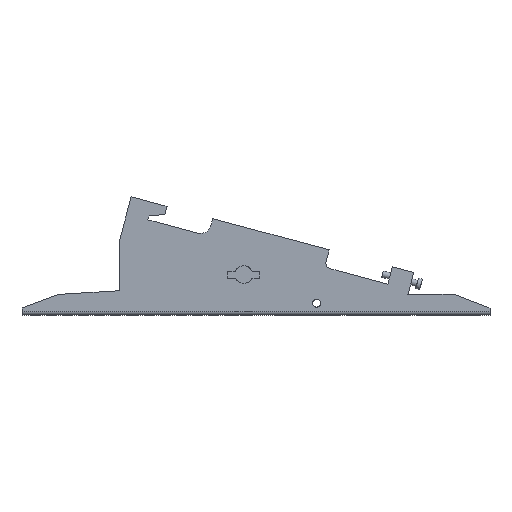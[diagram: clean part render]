
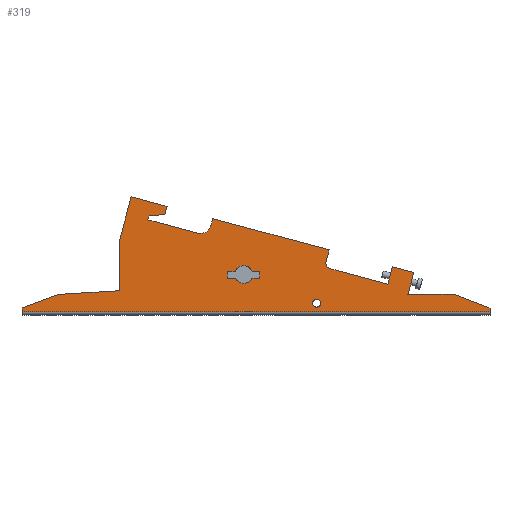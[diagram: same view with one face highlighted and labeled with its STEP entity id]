
A CAD part, left-side view. The second image highlights one B-rep face of the part: STEP entity #319.
In plain terms, the highlighted planar face has unit normal (-1, 0, 0).
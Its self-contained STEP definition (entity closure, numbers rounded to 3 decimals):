
#319=ADVANCED_FACE('NONE',(#715,#716,#717),#718,.T.);
#715=FACE_OUTER_BOUND('',#1145,.T.);
#716=FACE_BOUND('',#1146,.T.);
#717=FACE_BOUND('',#1147,.T.);
#718=PLANE('',#1148);
#1145=EDGE_LOOP('',(#2130,#2131,#2132,#2133,#2134,#2135,#2136,#2137,#2138,#2139,#2140,#2141,#2142,#2143,#2144,#2145,#2146,#2147,#2148,#2149,#2150,#2151,#2152,#2153));
#1146=EDGE_LOOP('',(#2154,#2155));
#1147=EDGE_LOOP('',(#2156,#2157));
#1148=AXIS2_PLACEMENT_3D('',#2158,#2159,#2160);
#2130=ORIENTED_EDGE('',*,*,#2790,.F.);
#2131=ORIENTED_EDGE('',*,*,#2687,.F.);
#2132=ORIENTED_EDGE('',*,*,#2868,.F.);
#2133=ORIENTED_EDGE('',*,*,#2923,.F.);
#2134=ORIENTED_EDGE('',*,*,#2564,.F.);
#2135=ORIENTED_EDGE('',*,*,#2874,.F.);
#2136=ORIENTED_EDGE('',*,*,#2924,.F.);
#2137=ORIENTED_EDGE('',*,*,#2881,.F.);
#2138=ORIENTED_EDGE('',*,*,#2760,.F.);
#2139=ORIENTED_EDGE('',*,*,#2897,.F.);
#2140=ORIENTED_EDGE('',*,*,#2925,.F.);
#2141=ORIENTED_EDGE('',*,*,#2903,.F.);
#2142=ORIENTED_EDGE('',*,*,#2926,.F.);
#2143=ORIENTED_EDGE('',*,*,#2784,.F.);
#2144=ORIENTED_EDGE('',*,*,#2900,.F.);
#2145=ORIENTED_EDGE('',*,*,#2774,.F.);
#2146=ORIENTED_EDGE('',*,*,#2927,.F.);
#2147=ORIENTED_EDGE('',*,*,#2603,.F.);
#2148=ORIENTED_EDGE('',*,*,#2890,.F.);
#2149=ORIENTED_EDGE('',*,*,#2928,.F.);
#2150=ORIENTED_EDGE('',*,*,#2745,.F.);
#2151=ORIENTED_EDGE('',*,*,#2929,.F.);
#2152=ORIENTED_EDGE('',*,*,#2918,.T.);
#2153=ORIENTED_EDGE('',*,*,#2883,.T.);
#2154=ORIENTED_EDGE('',*,*,#2731,.F.);
#2155=ORIENTED_EDGE('',*,*,#2930,.F.);
#2156=ORIENTED_EDGE('',*,*,#2931,.F.);
#2157=ORIENTED_EDGE('',*,*,#2932,.F.);
#2158=CARTESIAN_POINT('',(-0.69,17.0,4.404));
#2159=DIRECTION('',(-1.0,0.0,0.));
#2160=DIRECTION('',(0.,0.0,1.0));
#2564=EDGE_CURVE('NONE',#3105,#3107,#3108,.T.);
#2603=EDGE_CURVE('NONE',#3178,#3176,#3180,.T.);
#2687=EDGE_CURVE('NONE',#3321,#3319,#3323,.T.);
#2731=EDGE_CURVE('NONE',#3393,#3391,#3395,.T.);
#2745=EDGE_CURVE('NONE',#3413,#3411,#3415,.T.);
#2760=EDGE_CURVE('NONE',#3434,#3432,#3436,.T.);
#2774=EDGE_CURVE('NONE',#3452,#3450,#3454,.T.);
#2784=EDGE_CURVE('NONE',#3464,#3462,#3466,.T.);
#2790=EDGE_CURVE('NONE',#3319,#3474,#3475,.T.);
#2868=EDGE_CURVE('NONE',#3583,#3321,#3585,.T.);
#2874=EDGE_CURVE('NONE',#3590,#3105,#3592,.T.);
#2881=EDGE_CURVE('NONE',#3432,#3598,#3600,.T.);
#2883=EDGE_CURVE('NONE',#3602,#3474,#3603,.T.);
#2890=EDGE_CURVE('NONE',#3609,#3178,#3611,.T.);
#2897=EDGE_CURVE('NONE',#3617,#3434,#3619,.T.);
#2900=EDGE_CURVE('NONE',#3450,#3464,#3622,.T.);
#2903=EDGE_CURVE('NONE',#3624,#3626,#3627,.T.);
#2918=EDGE_CURVE('NONE',#3643,#3602,#3644,.T.);
#2923=EDGE_CURVE('NONE',#3107,#3583,#3649,.T.);
#2924=EDGE_CURVE('NONE',#3598,#3590,#3650,.T.);
#2925=EDGE_CURVE('NONE',#3626,#3617,#3651,.T.);
#2926=EDGE_CURVE('NONE',#3462,#3624,#3652,.T.);
#2927=EDGE_CURVE('NONE',#3176,#3452,#3653,.T.);
#2928=EDGE_CURVE('NONE',#3411,#3609,#3654,.T.);
#2929=EDGE_CURVE('NONE',#3643,#3413,#3655,.T.);
#2930=EDGE_CURVE('NONE',#3391,#3393,#3656,.T.);
#2931=EDGE_CURVE('NONE',#3657,#3658,#3659,.T.);
#2932=EDGE_CURVE('NONE',#3658,#3657,#3660,.T.);
#3105=VERTEX_POINT('NONE',#3852);
#3107=VERTEX_POINT('NONE',#3855);
#3108=LINE('',#3856,#3857);
#3176=VERTEX_POINT('NONE',#3949);
#3178=VERTEX_POINT('NONE',#3952);
#3180=LINE('',#3955,#3956);
#3319=VERTEX_POINT('NONE',#4129);
#3321=VERTEX_POINT('NONE',#4132);
#3323=LINE('',#4135,#4136);
#3391=VERTEX_POINT('',#4230);
#3393=VERTEX_POINT('NONE',#4233);
#3395=CIRCLE('',#4236,0.142);
#3411=VERTEX_POINT('NONE',#4259);
#3413=VERTEX_POINT('NONE',#4262);
#3415=LINE('',#4265,#4266);
#3432=VERTEX_POINT('NONE',#4291);
#3434=VERTEX_POINT('NONE',#4294);
#3436=LINE('',#4297,#4298);
#3450=VERTEX_POINT('NONE',#4318);
#3452=VERTEX_POINT('NONE',#4321);
#3454=LINE('',#4324,#4325);
#3462=VERTEX_POINT('NONE',#4337);
#3464=VERTEX_POINT('NONE',#4340);
#3466=LINE('',#4343,#4344);
#3474=VERTEX_POINT('NONE',#4354);
#3475=LINE('',#4355,#4356);
#3583=VERTEX_POINT('NONE',#4500);
#3585=LINE('',#4503,#4504);
#3590=VERTEX_POINT('NONE',#4511);
#3592=LINE('',#4514,#4515);
#3598=VERTEX_POINT('NONE',#4522);
#3600=CIRCLE('',#4525,0.2);
#3602=VERTEX_POINT('NONE',#4527);
#3603=LINE('',#4528,#4529);
#3609=VERTEX_POINT('NONE',#4536);
#3611=LINE('',#4539,#4540);
#3617=VERTEX_POINT('NONE',#4548);
#3619=LINE('',#4551,#4552);
#3622=LINE('',#4555,#4556);
#3624=VERTEX_POINT('',#4558);
#3626=VERTEX_POINT('NONE',#4561);
#3627=CIRCLE('',#4562,0.4);
#3643=VERTEX_POINT('NONE',#4586);
#3644=LINE('',#4587,#4588);
#3649=LINE('',#4595,#4596);
#3650=LINE('',#4597,#4598);
#3651=LINE('',#4599,#4600);
#3652=CIRCLE('',#4601,0.4);
#3653=LINE('',#4602,#4603);
#3654=LINE('',#4604,#4605);
#3655=LINE('',#4606,#4607);
#3656=CIRCLE('',#4608,0.142);
#3657=VERTEX_POINT('NONE',#4609);
#3658=VERTEX_POINT('',#4610);
#3659=CIRCLE('',#4611,0.32);
#3660=CIRCLE('',#4612,0.32);
#3852=CARTESIAN_POINT('',(-0.69,3.541,1.752));
#3855=CARTESIAN_POINT('',(-0.69,2.768,1.545));
#3856=CARTESIAN_POINT('',(-0.69,16.761,5.294));
#3857=VECTOR('',#4812,39.37);
#3949=CARTESIAN_POINT('',(-0.69,11.732,3.947));
#3952=CARTESIAN_POINT('',(-0.69,13.032,4.295));
#3955=CARTESIAN_POINT('',(-0.69,16.761,5.294));
#3956=VECTOR('',#4866,39.37);
#4129=CARTESIAN_POINT('',(-0.69,0.0,0.256));
#4132=CARTESIAN_POINT('',(-0.69,1.307,0.75));
#4135=CARTESIAN_POINT('',(-0.69,16.245,6.4));
#4136=VECTOR('',#5011,39.37);
#4230=CARTESIAN_POINT('',(-0.69,6.298,0.572));
#4233=CARTESIAN_POINT('',(-0.69,6.298,0.288));
#4236=AXIS2_PLACEMENT_3D('',#5067,#5068,#5069);
#4259=CARTESIAN_POINT('',(-0.69,13.464,0.883));
#4262=CARTESIAN_POINT('',(-0.69,15.673,0.75));
#4265=CARTESIAN_POINT('',(-0.69,16.776,0.683));
#4266=VECTOR('',#5079,39.37);
#4291=CARTESIAN_POINT('',(-0.69,5.956,1.933));
#4294=CARTESIAN_POINT('',(-0.69,5.84,2.368));
#4297=CARTESIAN_POINT('',(-0.69,6.078,1.478));
#4298=VECTOR('',#5090,39.37);
#4318=CARTESIAN_POINT('',(-0.69,12.386,3.603));
#4321=CARTESIAN_POINT('',(-0.69,11.81,3.654));
#4324=CARTESIAN_POINT('',(-0.69,16.893,3.202));
#4325=VECTOR('',#5099,39.37);
#4337=CARTESIAN_POINT('',(-0.69,10.625,2.977));
#4340=CARTESIAN_POINT('',(-0.69,12.425,3.459));
#4343=CARTESIAN_POINT('',(-0.69,16.93,4.666));
#4344=VECTOR('',#5106,39.37);
#4354=CARTESIAN_POINT('',(-0.69,0.0,0.12));
#4355=CARTESIAN_POINT('',(-0.69,0.0,4.404));
#4356=VECTOR('',#5115,39.37);
#4500=CARTESIAN_POINT('',(-0.69,2.981,0.75));
#4503=CARTESIAN_POINT('',(-0.69,17.0,0.75));
#4504=VECTOR('',#5210,39.37);
#4511=CARTESIAN_POINT('',(-0.69,3.709,1.124));
#4514=CARTESIAN_POINT('',(-0.69,3.779,0.862));
#4515=VECTOR('',#5214,39.37);
#4522=CARTESIAN_POINT('',(-0.69,5.815,1.688));
#4525=AXIS2_PLACEMENT_3D('',#5223,#5224,#5225);
#4527=CARTESIAN_POINT('',(-0.69,17.0,0.12));
#4528=CARTESIAN_POINT('',(-0.69,17.0,0.12));
#4529=VECTOR('',#5226,39.37);
#4536=CARTESIAN_POINT('',(-0.69,13.464,2.682));
#4539=CARTESIAN_POINT('',(-0.69,13.27,3.405));
#4540=VECTOR('',#5232,39.37);
#4548=CARTESIAN_POINT('',(-0.69,10.071,3.501));
#4551=CARTESIAN_POINT('',(-0.69,16.761,5.294));
#4552=VECTOR('',#5236,39.37);
#4555=CARTESIAN_POINT('',(-0.69,12.495,3.197));
#4556=VECTOR('',#5237,39.37);
#4558=CARTESIAN_POINT('',(-0.69,10.522,2.963));
#4561=CARTESIAN_POINT('',(-0.69,10.135,3.26));
#4562=AXIS2_PLACEMENT_3D('',#5239,#5240,#5241);
#4586=CARTESIAN_POINT('',(-0.69,17.0,0.265));
#4587=CARTESIAN_POINT('',(-0.69,17.0,4.404));
#4588=VECTOR('',#5250,39.37);
#4595=CARTESIAN_POINT('',(-0.69,3.007,0.655));
#4596=VECTOR('',#5253,39.37);
#4597=CARTESIAN_POINT('',(-0.69,16.93,4.666));
#4598=VECTOR('',#5254,39.37);
#4599=CARTESIAN_POINT('',(-0.69,10.309,2.611));
#4600=VECTOR('',#5255,39.37);
#4601=AXIS2_PLACEMENT_3D('',#5256,#5257,#5258);
#4602=CARTESIAN_POINT('',(-0.69,11.97,3.056));
#4603=VECTOR('',#5259,39.37);
#4604=CARTESIAN_POINT('',(-0.69,13.464,4.404));
#4605=VECTOR('',#5260,39.37);
#4606=CARTESIAN_POINT('',(-0.69,15.665,0.753));
#4607=VECTOR('',#5261,39.37);
#4608=AXIS2_PLACEMENT_3D('',#5262,#5263,#5264);
#4609=CARTESIAN_POINT('',(-0.69,8.946,1.791));
#4610=CARTESIAN_POINT('',(-0.69,8.946,1.151));
#4611=AXIS2_PLACEMENT_3D('',#5265,#5266,#5267);
#4612=AXIS2_PLACEMENT_3D('',#5268,#5269,#5270);
#4812=DIRECTION('',(0.,-0.966,-0.259));
#4866=DIRECTION('',(0.,-0.966,-0.259));
#5011=DIRECTION('',(0.,-0.935,-0.354));
#5067=CARTESIAN_POINT('',(-0.69,6.298,0.43));
#5068=DIRECTION('',(-1.0,0.0,0.0));
#5069=DIRECTION('',(0.0,0.0,1.0));
#5079=DIRECTION('',(0.,-0.998,0.06));
#5090=DIRECTION('',(0.,0.259,-0.966));
#5099=DIRECTION('',(0.,0.996,-0.089));
#5106=DIRECTION('',(0.,-0.966,-0.259));
#5115=DIRECTION('',(0.,0.0,-1.0));
#5210=DIRECTION('',(-0.0,-1.0,-0.0));
#5214=DIRECTION('',(0.,-0.259,0.966));
#5223=CARTESIAN_POINT('',(-0.69,5.763,1.881));
#5224=DIRECTION('',(-1.0,0.0,0.0));
#5225=DIRECTION('',(0.0,0.0,1.0));
#5226=DIRECTION('',(-0.0,-1.0,-0.0));
#5232=DIRECTION('',(0.,-0.259,0.966));
#5236=DIRECTION('',(0.,-0.966,-0.259));
#5237=DIRECTION('',(0.,0.259,-0.966));
#5239=CARTESIAN_POINT('',(-0.69,10.522,3.363));
#5240=DIRECTION('',(-1.0,0.0,0.0));
#5241=DIRECTION('',(0.0,0.0,1.0));
#5250=DIRECTION('',(0.,0.0,-1.0));
#5253=DIRECTION('',(0.,0.259,-0.966));
#5254=DIRECTION('',(0.,-0.966,-0.259));
#5255=DIRECTION('',(0.,-0.259,0.966));
#5256=CARTESIAN_POINT('',(-0.69,10.522,3.363));
#5257=DIRECTION('',(-1.0,0.0,0.0));
#5258=DIRECTION('',(0.0,0.0,1.0));
#5259=DIRECTION('',(0.,0.259,-0.966));
#5260=DIRECTION('',(0.,0.0,1.0));
#5261=DIRECTION('',(0.,-0.939,0.343));
#5262=CARTESIAN_POINT('',(-0.69,6.298,0.43));
#5263=DIRECTION('',(-1.0,0.0,0.0));
#5264=DIRECTION('',(0.0,0.0,1.0));
#5265=CARTESIAN_POINT('',(-0.69,8.946,1.471));
#5266=DIRECTION('',(-1.0,0.0,0.0));
#5267=DIRECTION('',(0.0,0.0,1.0));
#5268=CARTESIAN_POINT('',(-0.69,8.946,1.471));
#5269=DIRECTION('',(-1.0,0.0,0.0));
#5270=DIRECTION('',(0.0,0.0,1.0));
